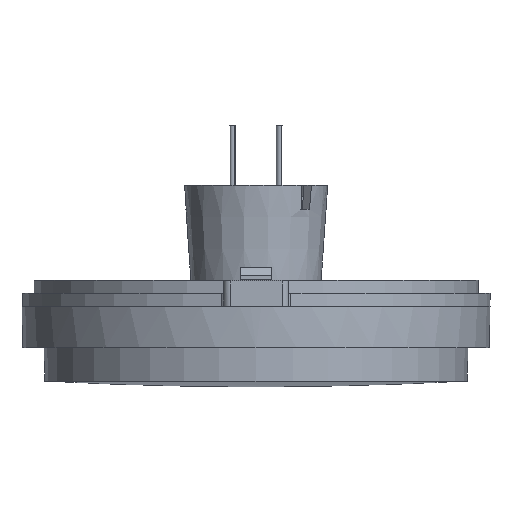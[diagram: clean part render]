
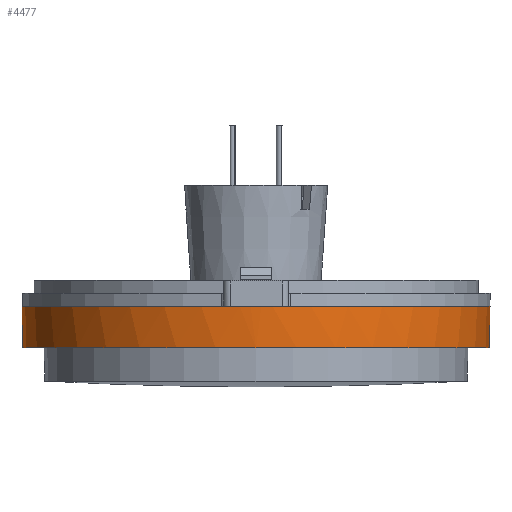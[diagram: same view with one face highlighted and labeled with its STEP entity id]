
A CAD part, front view. The second image highlights one B-rep face of the part: STEP entity #4477.
In plain terms, the highlighted conical face has half-angle 1 degrees and reference radius 18 mm.
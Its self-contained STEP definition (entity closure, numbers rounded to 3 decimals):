
#108 = VECTOR ( 'NONE', #1099, 1000. ) ;
#204 = DIRECTION ( 'NONE',  ( -1., 0., 0. ) ) ;
#346 = AXIS2_PLACEMENT_3D ( 'NONE', #2122, #4222, #4614 ) ;
#473 = ORIENTED_EDGE ( 'NONE', *, *, #5788, .F. ) ;
#530 = CARTESIAN_POINT ( 'NONE',  ( 17.944, 0., -3.2 ) ) ;
#610 = VERTEX_POINT ( 'NONE', #530 ) ;
#652 = CARTESIAN_POINT ( 'NONE',  ( 0., 0., 0. ) ) ;
#834 = VERTEX_POINT ( 'NONE', #2187 ) ;
#875 = VERTEX_POINT ( 'NONE', #5243 ) ;
#1099 = DIRECTION ( 'NONE',  ( 0.017, 0., 1. ) ) ;
#1180 = DIRECTION ( 'NONE',  ( -1., 0., 0. ) ) ;
#1186 = AXIS2_PLACEMENT_3D ( 'NONE', #4120, #2653, #1180 ) ;
#1248 = EDGE_CURVE ( 'NONE', #5567, #3016, #2107, .T. ) ;
#1346 = CARTESIAN_POINT ( 'NONE',  ( 0., 0., 0. ) ) ;
#1403 = EDGE_CURVE ( 'NONE', #610, #5567, #2667, .T. ) ;
#1772 = DIRECTION ( 'NONE',  ( -1., 0., 0. ) ) ;
#1847 = EDGE_LOOP ( 'NONE', ( #3391, #473, #5992, #4917, #4236, #4996 ) ) ;
#2107 = CIRCLE ( 'NONE', #5815, 18. ) ;
#2122 = CARTESIAN_POINT ( 'NONE',  ( 0., 0., 0. ) ) ;
#2152 = VECTOR ( 'NONE', #4646, 1000. ) ;
#2187 = CARTESIAN_POINT ( 'NONE',  ( -18., 0., 0. ) ) ;
#2557 = CIRCLE ( 'NONE', #3395, 17.944 ) ;
#2653 = DIRECTION ( 'NONE',  ( 0., 0., -1. ) ) ;
#2667 = LINE ( 'NONE', #2700, #108 ) ;
#2700 = CARTESIAN_POINT ( 'NONE',  ( 18., 0., 0. ) ) ;
#2719 = DIRECTION ( 'NONE',  ( -1., 0., 0. ) ) ;
#3016 = VERTEX_POINT ( 'NONE', #6423 ) ;
#3144 = DIRECTION ( 'NONE',  ( 0., 0., -1. ) ) ;
#3373 = DIRECTION ( 'NONE',  ( 0., 0., -1. ) ) ;
#3391 = ORIENTED_EDGE ( 'NONE', *, *, #4508, .F. ) ;
#3395 = AXIS2_PLACEMENT_3D ( 'NONE', #5237, #3747, #204 ) ;
#3615 = CARTESIAN_POINT ( 'NONE',  ( -18., 0., 0. ) ) ;
#3747 = DIRECTION ( 'NONE',  ( 0., 0., -1. ) ) ;
#4120 = CARTESIAN_POINT ( 'NONE',  ( 0., 0., 0. ) ) ;
#4222 = DIRECTION ( 'NONE',  ( 0., 0., 1. ) ) ;
#4236 = ORIENTED_EDGE ( 'NONE', *, *, #4479, .T. ) ;
#4329 = VERTEX_POINT ( 'NONE', #4424 ) ;
#4424 = CARTESIAN_POINT ( 'NONE',  ( -1.25, -17.957, 0. ) ) ;
#4477 = ADVANCED_FACE ( 'NONE', ( #6197 ), #6076, .T. ) ;
#4479 = EDGE_CURVE ( 'NONE', #3016, #4329, #5220, .T. ) ;
#4508 = EDGE_CURVE ( 'NONE', #875, #834, #5731, .T. ) ;
#4614 = DIRECTION ( 'NONE',  ( 1., 0., 0. ) ) ;
#4646 = DIRECTION ( 'NONE',  ( -0.017, 0., 1. ) ) ;
#4716 = EDGE_CURVE ( 'NONE', #4329, #834, #6498, .T. ) ;
#4814 = CARTESIAN_POINT ( 'NONE',  ( 18., 0., 0. ) ) ;
#4917 = ORIENTED_EDGE ( 'NONE', *, *, #1248, .T. ) ;
#4996 = ORIENTED_EDGE ( 'NONE', *, *, #4716, .T. ) ;
#5220 = CIRCLE ( 'NONE', #1186, 18. ) ;
#5237 = CARTESIAN_POINT ( 'NONE',  ( 0., 0., -3.2 ) ) ;
#5243 = CARTESIAN_POINT ( 'NONE',  ( -17.944, 0., -3.2 ) ) ;
#5567 = VERTEX_POINT ( 'NONE', #4814 ) ;
#5643 = AXIS2_PLACEMENT_3D ( 'NONE', #1346, #3373, #2719 ) ;
#5731 = LINE ( 'NONE', #3615, #2152 ) ;
#5788 = EDGE_CURVE ( 'NONE', #610, #875, #2557, .T. ) ;
#5815 = AXIS2_PLACEMENT_3D ( 'NONE', #652, #3144, #1772 ) ;
#5992 = ORIENTED_EDGE ( 'NONE', *, *, #1403, .T. ) ;
#6076 = CONICAL_SURFACE ( 'NONE', #346, 18., 0.017 ) ;
#6197 = FACE_OUTER_BOUND ( 'NONE', #1847, .T. ) ;
#6423 = CARTESIAN_POINT ( 'NONE',  ( 1.25, -17.957, 0. ) ) ;
#6498 = CIRCLE ( 'NONE', #5643, 18. ) ;
